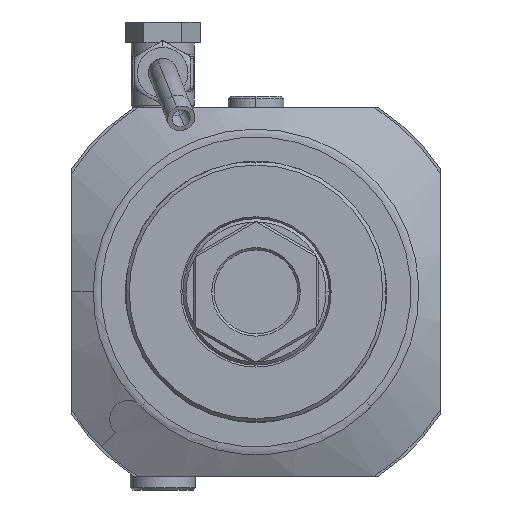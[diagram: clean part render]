
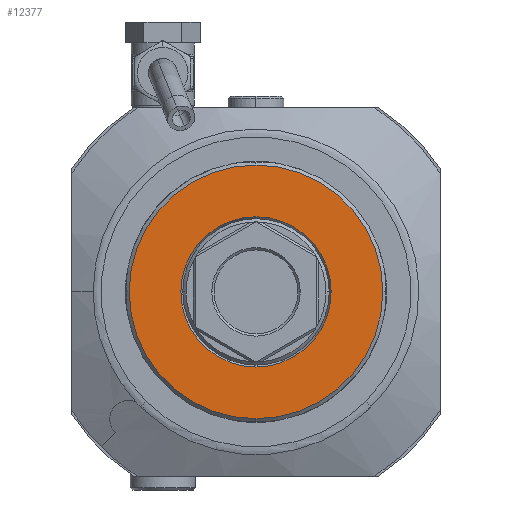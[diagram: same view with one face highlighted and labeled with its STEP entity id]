
A CAD part, left-side view. The second image highlights one B-rep face of the part: STEP entity #12377.
In plain terms, the highlighted planar face has unit normal (-1, 0, 0).
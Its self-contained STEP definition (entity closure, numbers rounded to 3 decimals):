
#3884=CARTESIAN_POINT('',(-24.,0.,0.));
#3885=DIRECTION('',(-1.,0.,0.));
#3886=DIRECTION('',(0.,1.,0.));
#3887=AXIS2_PLACEMENT_3D('',#3884,#3885,#3886);
#3889=CARTESIAN_POINT('',(-24.,0.,0.));
#3890=DIRECTION('',(-1.,0.,0.));
#3891=DIRECTION('',(0.,-1.,0.));
#3892=AXIS2_PLACEMENT_3D('',#3889,#3890,#3891);
#3894=CARTESIAN_POINT('',(-24.,0.,0.));
#3895=DIRECTION('',(1.,0.,0.));
#3896=DIRECTION('',(0.,1.,0.));
#3897=AXIS2_PLACEMENT_3D('',#3894,#3895,#3896);
#3899=CARTESIAN_POINT('',(-24.,0.,0.));
#3900=DIRECTION('',(1.,0.,0.));
#3901=DIRECTION('',(0.,-1.,0.));
#3902=AXIS2_PLACEMENT_3D('',#3899,#3900,#3901);
#8139=CARTESIAN_POINT('',(-24.,16.116,0.));
#8140=CARTESIAN_POINT('',(-24.,-16.116,0.));
#8141=VERTEX_POINT('',#8139);
#8142=VERTEX_POINT('',#8140);
#8143=CARTESIAN_POINT('',(-24.,27.2,0.));
#8144=CARTESIAN_POINT('',(-24.,-27.2,0.));
#8145=VERTEX_POINT('',#8143);
#8146=VERTEX_POINT('',#8144);
#12362=CARTESIAN_POINT('',(-24.,0.,0.));
#12363=DIRECTION('',(-1.,0.,0.));
#12364=DIRECTION('',(0.,1.,0.));
#12365=AXIS2_PLACEMENT_3D('',#12362,#12363,#12364);
#12366=PLANE('',#12365);
#12367=ORIENTED_EDGE('',*,*,#12340,.F.);
#12368=ORIENTED_EDGE('',*,*,#12355,.F.);
#12369=EDGE_LOOP('',(#12367,#12368));
#12370=FACE_OUTER_BOUND('',#12369,.F.);
#12372=ORIENTED_EDGE('',*,*,#12371,.F.);
#12374=ORIENTED_EDGE('',*,*,#12373,.F.);
#12375=EDGE_LOOP('',(#12372,#12374));
#12376=FACE_BOUND('',#12375,.F.);
#3888=CIRCLE('',#3887,27.2);
#3893=CIRCLE('',#3892,27.2);
#3898=CIRCLE('',#3897,16.116);
#3903=CIRCLE('',#3902,16.116);
#12340=EDGE_CURVE('',#8145,#8146,#3888,.T.);
#12355=EDGE_CURVE('',#8146,#8145,#3893,.T.);
#12371=EDGE_CURVE('',#8141,#8142,#3898,.T.);
#12373=EDGE_CURVE('',#8142,#8141,#3903,.T.);
#12377=ADVANCED_FACE('',(#12370,#12376),#12366,.T.);
